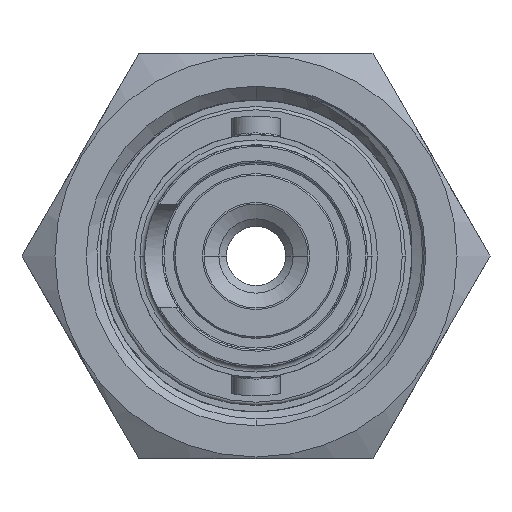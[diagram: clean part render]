
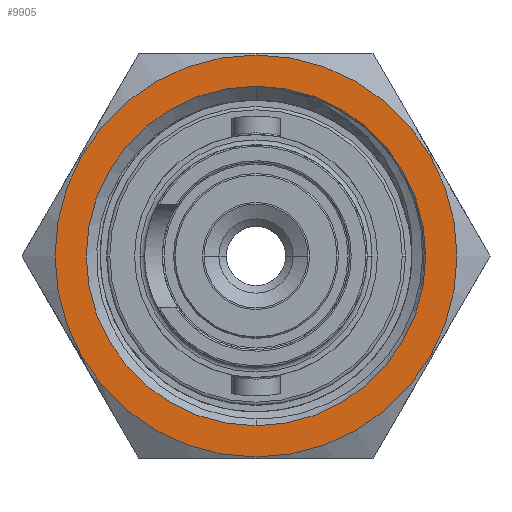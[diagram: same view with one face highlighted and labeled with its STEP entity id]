
A CAD part, left-side view. The second image highlights one B-rep face of the part: STEP entity #9905.
In plain terms, the highlighted face is planar.
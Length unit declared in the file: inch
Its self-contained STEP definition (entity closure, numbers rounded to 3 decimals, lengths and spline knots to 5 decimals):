
#128 = CARTESIAN_POINT ( 'NONE',  ( 0., 0., 0.62 ) ) ;
#1159 = VERTEX_POINT ( 'NONE', #12698 ) ;
#1162 = DIRECTION ( 'NONE',  ( 1., 0., 0. ) ) ;
#1522 = AXIS2_PLACEMENT_3D ( 'NONE', #13928, #18717, #2559 ) ;
#1931 = VERTEX_POINT ( 'NONE', #5963 ) ;
#2056 = FACE_OUTER_BOUND ( 'NONE', #20284, .T. ) ;
#2559 = DIRECTION ( 'NONE',  ( 0., 0., -1. ) ) ;
#2591 = CIRCLE ( 'NONE', #7633, 0.62 ) ;
#3011 = ORIENTED_EDGE ( 'NONE', *, *, #18487, .T. ) ;
#3940 = DIRECTION ( 'NONE',  ( 1., 0., 0. ) ) ;
#3969 = VERTEX_POINT ( 'NONE', #17151 ) ;
#4602 = DIRECTION ( 'NONE',  ( 0., 0., -1. ) ) ;
#5116 = DIRECTION ( 'NONE',  ( 1., 0., 0. ) ) ;
#5680 = EDGE_LOOP ( 'NONE', ( #11482, #7526 ) ) ;
#5963 = CARTESIAN_POINT ( 'NONE',  ( 0., 0., -0.5235 ) ) ;
#6102 = EDGE_CURVE ( 'NONE', #3969, #1931, #14342, .T. ) ;
#6614 = AXIS2_PLACEMENT_3D ( 'NONE', #9910, #5116, #14954 ) ;
#7526 = ORIENTED_EDGE ( 'NONE', *, *, #6102, .F. ) ;
#7633 = AXIS2_PLACEMENT_3D ( 'NONE', #12725, #1162, #4602 ) ;
#8509 = CARTESIAN_POINT ( 'NONE',  ( 0., 0., 0. ) ) ;
#8523 = CIRCLE ( 'NONE', #14758, 0.5235 ) ;
#8627 = EDGE_CURVE ( 'NONE', #1159, #10098, #2591, .T. ) ;
#8714 = PLANE ( 'NONE',  #14341 ) ;
#8932 = DIRECTION ( 'NONE',  ( 0., 0., -1. ) ) ;
#8962 = ORIENTED_EDGE ( 'NONE', *, *, #8627, .T. ) ;
#9905 = ADVANCED_FACE ( 'NONE', ( #2056, #12726 ), #8714, .T. ) ;
#9910 = CARTESIAN_POINT ( 'NONE',  ( 0., 0., 0. ) ) ;
#10098 = VERTEX_POINT ( 'NONE', #128 ) ;
#11216 = EDGE_CURVE ( 'NONE', #1931, #3969, #8523, .T. ) ;
#11482 = ORIENTED_EDGE ( 'NONE', *, *, #11216, .F. ) ;
#11628 = CIRCLE ( 'NONE', #6614, 0.62 ) ;
#12698 = CARTESIAN_POINT ( 'NONE',  ( 0., 0., -0.62 ) ) ;
#12725 = CARTESIAN_POINT ( 'NONE',  ( 0., 0., 0. ) ) ;
#12726 = FACE_BOUND ( 'NONE', #5680, .T. ) ;
#13544 = CARTESIAN_POINT ( 'NONE',  ( 0., 0.5235, 0. ) ) ;
#13928 = CARTESIAN_POINT ( 'NONE',  ( 0., 0., 0. ) ) ;
#14341 = AXIS2_PLACEMENT_3D ( 'NONE', #13544, #18481, #20104 ) ;
#14342 = CIRCLE ( 'NONE', #1522, 0.5235 ) ;
#14758 = AXIS2_PLACEMENT_3D ( 'NONE', #8509, #3940, #8932 ) ;
#14954 = DIRECTION ( 'NONE',  ( 0., 0., -1. ) ) ;
#17151 = CARTESIAN_POINT ( 'NONE',  ( 0., 0., 0.5235 ) ) ;
#18481 = DIRECTION ( 'NONE',  ( 1., 0., 0. ) ) ;
#18487 = EDGE_CURVE ( 'NONE', #10098, #1159, #11628, .T. ) ;
#18717 = DIRECTION ( 'NONE',  ( 1., 0., 0. ) ) ;
#20104 = DIRECTION ( 'NONE',  ( 0., 0., -1. ) ) ;
#20284 = EDGE_LOOP ( 'NONE', ( #3011, #8962 ) ) ;
